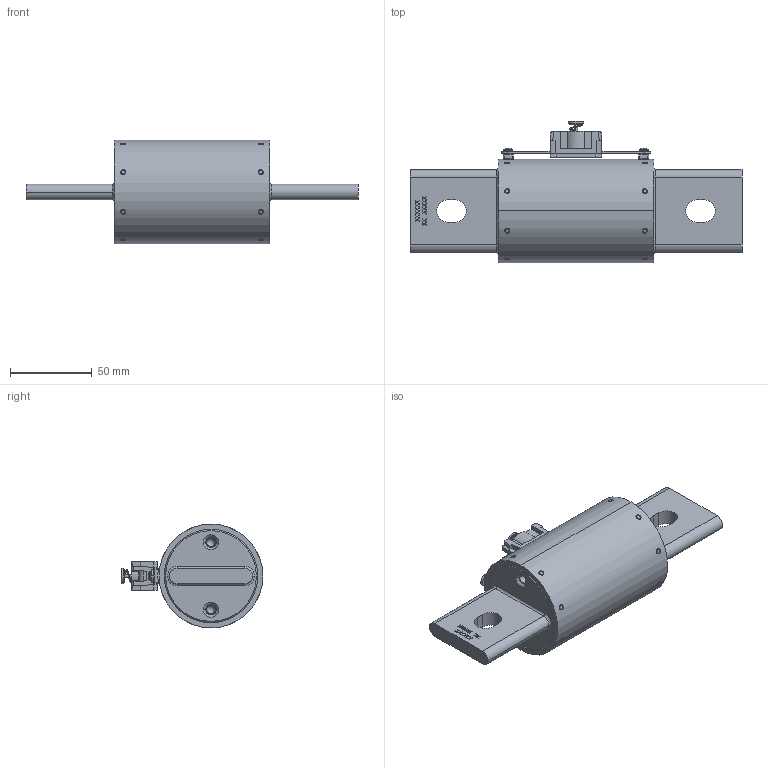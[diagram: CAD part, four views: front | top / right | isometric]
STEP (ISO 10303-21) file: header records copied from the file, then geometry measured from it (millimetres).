
FILE_DESCRIPTION (( 'STEP AP214' ), '1' );
FILE_NAME ('702055.STEP', '2023-04-14T19:39:15', ( '' ), ( '' ), 'SwSTEP 2.0', 'SolidWorks 2021', '' );
FILE_SCHEMA (( 'AUTOMOTIVE_DESIGN' ));
Length unit declared in the file: inch
Products named in the file (18): Copy of 330062^340022; 102089_L4; 23602_23602; 250373_STAMPING INFORMATION; 310015_90272A112; 104265; 102061; 702055; 102060; 120123_nbpt_-101; 12585_12585; 280253^340022; 250373_-001; 102172^340022; 10310_10310; 102173^340022; 102062_102062; 340022_BLOWN STATE
Assembly tree (38 placements, depth 3):
  702055
    12585_12585
    250373_-001
    250373_STAMPING INFORMATION
    10310_10310  x4
    23602_23602  x16
    104265  x2
    340022_BLOWN STATE
      102060
      120123_nbpt_-101  x2
      102089_L4
      102062_102062
      Copy of 330062^340022
      280253^340022
      102172^340022
      102173^340022
      102061
    310015_90272A112  x2
Bounding box: 203.2 x 86.75 x 63.5 mm (x, y, z)
Volume: 165231.7 mm3; surface area: 78308.7 mm2
Topology: 40 solids, 42 shells, 3004 faces, 8496 edges, 5597 vertices
Faces by surface type: cylinder 1206, plane 953, sphere 348, bspline 273, cone 186, torus 38
Entity records: 49530 total; most frequent: CARTESIAN_POINT 19259, ORIENTED_EDGE 6242, DIRECTION 5236, EDGE_CURVE 3123, VERTEX_POINT 2039, VECTOR 1754, LINE 1754, AXIS2_PLACEMENT_3D 1741
